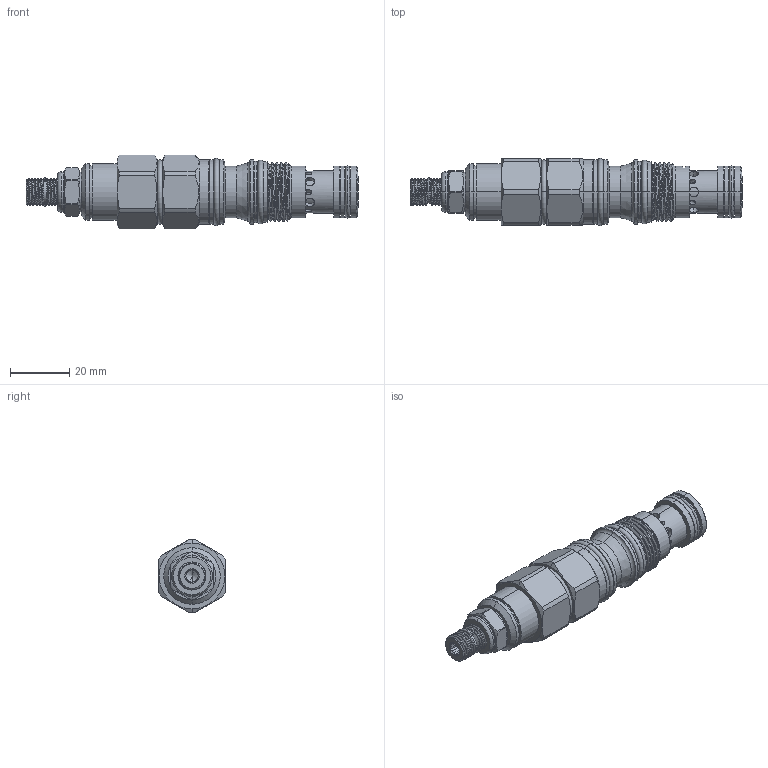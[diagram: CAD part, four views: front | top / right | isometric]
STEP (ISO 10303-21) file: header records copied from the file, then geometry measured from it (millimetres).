
FILE_DESCRIPTION (( 'STEP AP203' ), '1' );
FILE_NAME ('SC11A20-L.STEP', '2020-03-25T03:07:57', ( '' ), ( '' ), 'SwSTEP 2.0', 'SolidWorks 2018', '' );
FILE_SCHEMA (( 'CONFIG_CONTROL_DESIGN' ));
Length unit declared in the file: millimetre
Products named in the file (1): SC11A20-L
Bounding box: 111.63 x 22.55 x 24.8 mm (x, y, z)
Volume: 29908.7 mm3; surface area: 11752.2 mm2
Topology: 5 solids, 6 shells, 367 faces, 876 edges, 546 vertices
Faces by surface type: cylinder 174, plane 78, cone 54, torus 51, bspline 9, sphere 1
Entity records: 18873 total; most frequent: CARTESIAN_POINT 10574, ORIENTED_EDGE 1744, DIRECTION 1715, EDGE_CURVE 872, AXIS2_PLACEMENT_3D 725, VERTEX_POINT 545, EDGE_LOOP 409, ADVANCED_FACE 367
